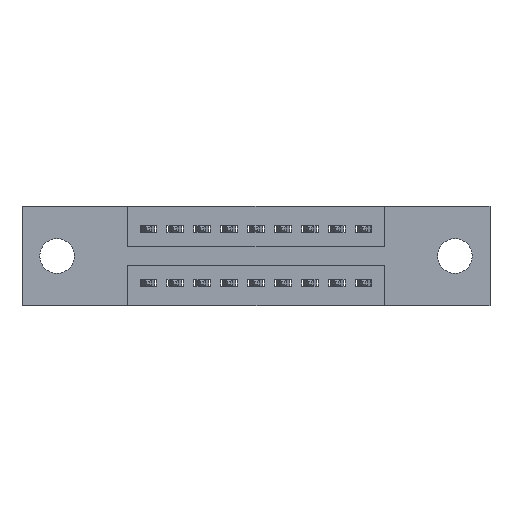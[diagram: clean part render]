
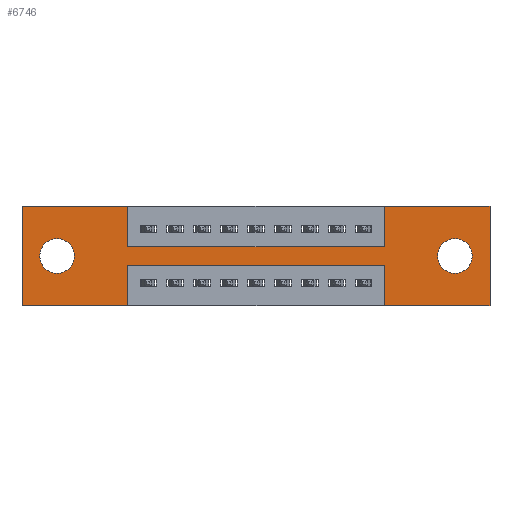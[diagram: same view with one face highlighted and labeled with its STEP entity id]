
A CAD part, front view. The second image highlights one B-rep face of the part: STEP entity #6746.
In plain terms, the highlighted planar face has unit normal (0, -1, 0).
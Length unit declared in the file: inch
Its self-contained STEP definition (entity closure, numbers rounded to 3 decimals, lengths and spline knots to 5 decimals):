
#114 = CARTESIAN_POINT ( 'NONE',  ( 0., 0., 0. ) ) ;
#296 = DIRECTION ( 'NONE',  ( 0., 1., 0. ) ) ;
#341 = CARTESIAN_POINT ( 'NONE',  ( 0., 0., 0. ) ) ;
#428 = VERTEX_POINT ( 'NONE', #3944 ) ;
#656 = DIRECTION ( 'NONE',  ( -1., 0., 0. ) ) ;
#703 = VERTEX_POINT ( 'NONE', #8189 ) ;
#922 = ORIENTED_EDGE ( 'NONE', *, *, #6056, .F. ) ;
#1156 = EDGE_CURVE ( 'NONE', #2045, #9348, #11119, .T. ) ;
#1250 = VERTEX_POINT ( 'NONE', #9775 ) ;
#1251 = CIRCLE ( 'NONE', #4319, 0.064 ) ;
#1337 = DIRECTION ( 'NONE',  ( -1., 0., 0. ) ) ;
#1345 = VERTEX_POINT ( 'NONE', #5444 ) ;
#1416 = VERTEX_POINT ( 'NONE', #6501 ) ;
#1460 = VECTOR ( 'NONE', #5666, 39.37008 ) ;
#1580 = DIRECTION ( 'NONE',  ( 1., 0., 0. ) ) ;
#1611 = EDGE_LOOP ( 'NONE', ( #5455, #5784 ) ) ;
#1721 = ORIENTED_EDGE ( 'NONE', *, *, #1911, .F. ) ;
#1863 = EDGE_LOOP ( 'NONE', ( #4563, #1983 ) ) ;
#1911 = EDGE_CURVE ( 'NONE', #8282, #4588, #5343, .T. ) ;
#1983 = ORIENTED_EDGE ( 'NONE', *, *, #9102, .T. ) ;
#2045 = VERTEX_POINT ( 'NONE', #9085 ) ;
#2077 = LINE ( 'NONE', #9900, #4566 ) ;
#2109 = FACE_BOUND ( 'NONE', #1863, .T. ) ;
#2196 = ORIENTED_EDGE ( 'NONE', *, *, #7088, .F. ) ;
#2198 = ORIENTED_EDGE ( 'NONE', *, *, #6252, .F. ) ;
#2353 = CARTESIAN_POINT ( 'NONE',  ( 0.13, 0., -0.121 ) ) ;
#2484 = LINE ( 'NONE', #5924, #9350 ) ;
#2488 = DIRECTION ( 'NONE',  ( 0., 0., -1. ) ) ;
#2552 = VECTOR ( 'NONE', #3172, 39.37008 ) ;
#2710 = DIRECTION ( 'NONE',  ( 0., 0., -1. ) ) ;
#2907 = VERTEX_POINT ( 'NONE', #5724 ) ;
#3002 = VECTOR ( 'NONE', #10605, 39.37008 ) ;
#3155 = CIRCLE ( 'NONE', #6358, 0.064 ) ;
#3172 = DIRECTION ( 'NONE',  ( 0., 0., 1. ) ) ;
#3456 = DIRECTION ( 'NONE',  ( 0., 0., -1. ) ) ;
#3597 = LINE ( 'NONE', #6243, #3731 ) ;
#3731 = VECTOR ( 'NONE', #8087, 39.37008 ) ;
#3839 = VERTEX_POINT ( 'NONE', #9385 ) ;
#3915 = VECTOR ( 'NONE', #7808, 39.37008 ) ;
#3944 = CARTESIAN_POINT ( 'NONE',  ( 0.3925, 0., -0.37 ) ) ;
#3984 = CARTESIAN_POINT ( 'NONE',  ( 0.3925, 0., -0.22 ) ) ;
#3991 = DIRECTION ( 'NONE',  ( 1., 0., 0. ) ) ;
#4002 = ORIENTED_EDGE ( 'NONE', *, *, #1156, .F. ) ;
#4047 = DIRECTION ( 'NONE',  ( 0., 1., 0. ) ) ;
#4130 = CARTESIAN_POINT ( 'NONE',  ( 0., 0., 0. ) ) ;
#4300 = EDGE_CURVE ( 'NONE', #2907, #10600, #8454, .T. ) ;
#4319 = AXIS2_PLACEMENT_3D ( 'NONE', #8814, #6971, #3456 ) ;
#4520 = CARTESIAN_POINT ( 'NONE',  ( 0.3925, 0., -0.15 ) ) ;
#4563 = ORIENTED_EDGE ( 'NONE', *, *, #5728, .T. ) ;
#4566 = VECTOR ( 'NONE', #3991, 39.37008 ) ;
#4567 = EDGE_CURVE ( 'NONE', #9348, #1416, #9306, .T. ) ;
#4588 = VERTEX_POINT ( 'NONE', #4520 ) ;
#4745 = FACE_OUTER_BOUND ( 'NONE', #5181, .T. ) ;
#5037 = LINE ( 'NONE', #6882, #2552 ) ;
#5069 = CARTESIAN_POINT ( 'NONE',  ( 0.3925, 0., 0. ) ) ;
#5149 = CARTESIAN_POINT ( 'NONE',  ( 0., 0., -0.37 ) ) ;
#5181 = EDGE_LOOP ( 'NONE', ( #11305, #8558, #7511, #5232, #6863, #4002, #922, #6592, #1721, #2198, #8502, #2196 ) ) ;
#5232 = ORIENTED_EDGE ( 'NONE', *, *, #8702, .F. ) ;
#5341 = VERTEX_POINT ( 'NONE', #2353 ) ;
#5343 = LINE ( 'NONE', #8813, #3002 ) ;
#5416 = CARTESIAN_POINT ( 'NONE',  ( 1.3425, 0., -0.37 ) ) ;
#5444 = CARTESIAN_POINT ( 'NONE',  ( 1.605, 0., -0.249 ) ) ;
#5455 = ORIENTED_EDGE ( 'NONE', *, *, #11336, .T. ) ;
#5475 = EDGE_CURVE ( 'NONE', #703, #1250, #7038, .T. ) ;
#5495 = VECTOR ( 'NONE', #1580, 39.37008 ) ;
#5521 = DIRECTION ( 'NONE',  ( 0., 0., 1. ) ) ;
#5660 = VERTEX_POINT ( 'NONE', #10082 ) ;
#5666 = DIRECTION ( 'NONE',  ( 0., 0., 1. ) ) ;
#5724 = CARTESIAN_POINT ( 'NONE',  ( 0., 0., -0.37 ) ) ;
#5728 = EDGE_CURVE ( 'NONE', #10044, #1345, #10380, .T. ) ;
#5761 = VECTOR ( 'NONE', #7304, 39.37008 ) ;
#5784 = ORIENTED_EDGE ( 'NONE', *, *, #11338, .T. ) ;
#5840 = FACE_BOUND ( 'NONE', #1611, .T. ) ;
#5924 = CARTESIAN_POINT ( 'NONE',  ( 0., 0., -0.37 ) ) ;
#6056 = EDGE_CURVE ( 'NONE', #5660, #2045, #5037, .T. ) ;
#6114 = AXIS2_PLACEMENT_3D ( 'NONE', #9115, #296, #9220 ) ;
#6243 = CARTESIAN_POINT ( 'NONE',  ( 0.3925, 0., -0.22 ) ) ;
#6252 = EDGE_CURVE ( 'NONE', #10600, #8282, #8259, .T. ) ;
#6299 = CARTESIAN_POINT ( 'NONE',  ( 0., 0., 0. ) ) ;
#6300 = DIRECTION ( 'NONE',  ( 0., 0., -1. ) ) ;
#6358 = AXIS2_PLACEMENT_3D ( 'NONE', #8299, #9192, #5521 ) ;
#6501 = CARTESIAN_POINT ( 'NONE',  ( 1.735, 0., -0.37 ) ) ;
#6592 = ORIENTED_EDGE ( 'NONE', *, *, #9334, .F. ) ;
#6746 = ADVANCED_FACE ( 'NONE', ( #2109, #5840, #4745 ), #11188, .T. ) ;
#6863 = ORIENTED_EDGE ( 'NONE', *, *, #4567, .F. ) ;
#6882 = CARTESIAN_POINT ( 'NONE',  ( 1.3425, 0., 0. ) ) ;
#6925 = VECTOR ( 'NONE', #6300, 39.37008 ) ;
#6971 = DIRECTION ( 'NONE',  ( 0., 1., 0. ) ) ;
#6995 = CARTESIAN_POINT ( 'NONE',  ( 1.735, 0., 0. ) ) ;
#7018 = VERTEX_POINT ( 'NONE', #3984 ) ;
#7038 = LINE ( 'NONE', #5416, #1460 ) ;
#7088 = EDGE_CURVE ( 'NONE', #428, #2907, #8239, .T. ) ;
#7304 = DIRECTION ( 'NONE',  ( 0., 0., 1. ) ) ;
#7414 = VECTOR ( 'NONE', #1337, 39.37008 ) ;
#7511 = ORIENTED_EDGE ( 'NONE', *, *, #5475, .F. ) ;
#7808 = DIRECTION ( 'NONE',  ( 1., 0., 0. ) ) ;
#8087 = DIRECTION ( 'NONE',  ( -1., 0., 0. ) ) ;
#8189 = CARTESIAN_POINT ( 'NONE',  ( 1.3425, 0., -0.37 ) ) ;
#8239 = LINE ( 'NONE', #8428, #7414 ) ;
#8259 = LINE ( 'NONE', #341, #3915 ) ;
#8282 = VERTEX_POINT ( 'NONE', #5069 ) ;
#8299 = CARTESIAN_POINT ( 'NONE',  ( 0.13, 0., -0.185 ) ) ;
#8314 = VECTOR ( 'NONE', #2710, 39.37008 ) ;
#8428 = CARTESIAN_POINT ( 'NONE',  ( 0., 0., -0.37 ) ) ;
#8454 = LINE ( 'NONE', #6299, #5761 ) ;
#8470 = DIRECTION ( 'NONE',  ( 0., 0., -1. ) ) ;
#8502 = ORIENTED_EDGE ( 'NONE', *, *, #4300, .F. ) ;
#8558 = ORIENTED_EDGE ( 'NONE', *, *, #9662, .F. ) ;
#8702 = EDGE_CURVE ( 'NONE', #1416, #703, #2484, .T. ) ;
#8813 = CARTESIAN_POINT ( 'NONE',  ( 0.3925, 0., 0. ) ) ;
#8814 = CARTESIAN_POINT ( 'NONE',  ( 1.605, 0., -0.185 ) ) ;
#8952 = AXIS2_PLACEMENT_3D ( 'NONE', #5149, #11027, #2488 ) ;
#9085 = CARTESIAN_POINT ( 'NONE',  ( 1.3425, 0., 0. ) ) ;
#9102 = EDGE_CURVE ( 'NONE', #1345, #10044, #1251, .T. ) ;
#9115 = CARTESIAN_POINT ( 'NONE',  ( 0.13, 0., -0.185 ) ) ;
#9192 = DIRECTION ( 'NONE',  ( 0., 1., 0. ) ) ;
#9220 = DIRECTION ( 'NONE',  ( 0., 0., 1. ) ) ;
#9306 = LINE ( 'NONE', #6995, #6925 ) ;
#9334 = EDGE_CURVE ( 'NONE', #4588, #5660, #2077, .T. ) ;
#9348 = VERTEX_POINT ( 'NONE', #11380 ) ;
#9350 = VECTOR ( 'NONE', #656, 39.37008 ) ;
#9385 = CARTESIAN_POINT ( 'NONE',  ( 0.13, 0., -0.249 ) ) ;
#9662 = EDGE_CURVE ( 'NONE', #1250, #7018, #3597, .T. ) ;
#9756 = CARTESIAN_POINT ( 'NONE',  ( 1.605, 0., -0.121 ) ) ;
#9770 = CARTESIAN_POINT ( 'NONE',  ( 0.3925, 0., -0.37 ) ) ;
#9775 = CARTESIAN_POINT ( 'NONE',  ( 1.3425, 0., -0.22 ) ) ;
#9900 = CARTESIAN_POINT ( 'NONE',  ( 0.3925, 0., -0.15 ) ) ;
#10044 = VERTEX_POINT ( 'NONE', #9756 ) ;
#10082 = CARTESIAN_POINT ( 'NONE',  ( 1.3425, 0., -0.15 ) ) ;
#10242 = AXIS2_PLACEMENT_3D ( 'NONE', #11183, #4047, #8470 ) ;
#10380 = CIRCLE ( 'NONE', #10242, 0.064 ) ;
#10572 = EDGE_CURVE ( 'NONE', #7018, #428, #11282, .T. ) ;
#10600 = VERTEX_POINT ( 'NONE', #114 ) ;
#10605 = DIRECTION ( 'NONE',  ( 0., 0., -1. ) ) ;
#10852 = CIRCLE ( 'NONE', #6114, 0.064 ) ;
#11027 = DIRECTION ( 'NONE',  ( 0., -1., 0. ) ) ;
#11119 = LINE ( 'NONE', #4130, #5495 ) ;
#11183 = CARTESIAN_POINT ( 'NONE',  ( 1.605, 0., -0.185 ) ) ;
#11188 = PLANE ( 'NONE',  #8952 ) ;
#11282 = LINE ( 'NONE', #9770, #8314 ) ;
#11305 = ORIENTED_EDGE ( 'NONE', *, *, #10572, .F. ) ;
#11336 = EDGE_CURVE ( 'NONE', #5341, #3839, #3155, .T. ) ;
#11338 = EDGE_CURVE ( 'NONE', #3839, #5341, #10852, .T. ) ;
#11380 = CARTESIAN_POINT ( 'NONE',  ( 1.735, 0., 0. ) ) ;
